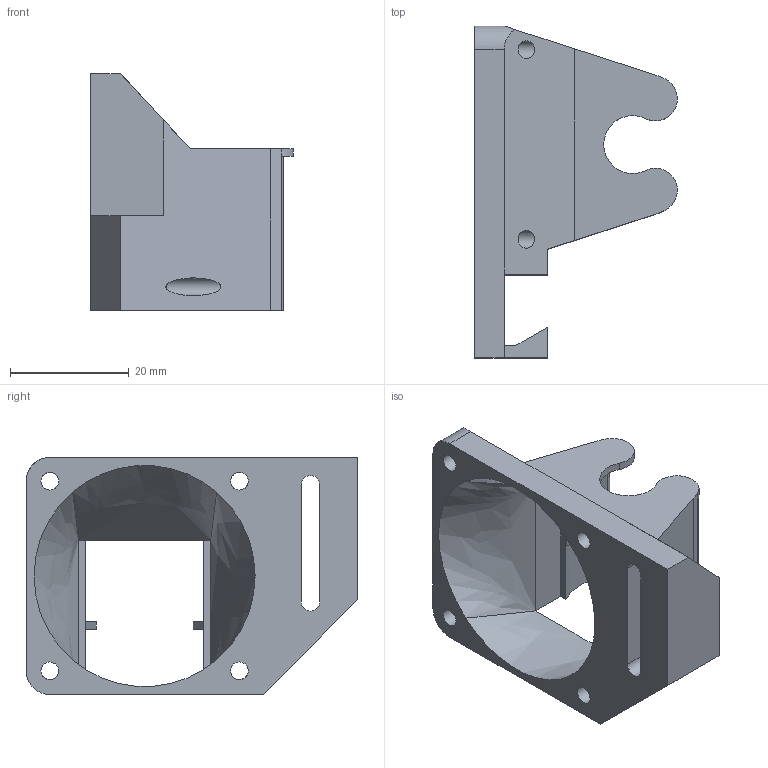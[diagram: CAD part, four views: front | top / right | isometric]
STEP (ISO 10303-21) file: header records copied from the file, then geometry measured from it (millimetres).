
FILE_DESCRIPTION(('FreeCAD Model'),'2;1');
FILE_NAME('Open CASCADE Shape Model','2023-03-22T15:45:29',(''),(''), 'Open CASCADE STEP processor 7.6','FreeCAD','Unknown');
FILE_SCHEMA(('AUTOMOTIVE_DESIGN { 1 0 10303 214 1 1 1 1 }'));
Length unit declared in the file: millimetre
Products named in the file (1): Fillet007
Bounding box: 34.23 x 56 x 40 mm (x, y, z)
Volume: 14310.4 mm3; surface area: 9810.5 mm2
Topology: 1 solids, 1 shells, 58 faces, 164 edges, 105 vertices
Faces by surface type: plane 35, cylinder 18, bspline 5
Full cylindrical faces by diameter (mm): 3 x4
Entity records: 4256 total; most frequent: CARTESIAN_POINT 1091, DIRECTION 548, ORIENTED_EDGE 328, PCURVE 328, DEFINITIONAL_REPRESENTATION 328, LINE 326, VECTOR 326, EDGE_CURVE 164
